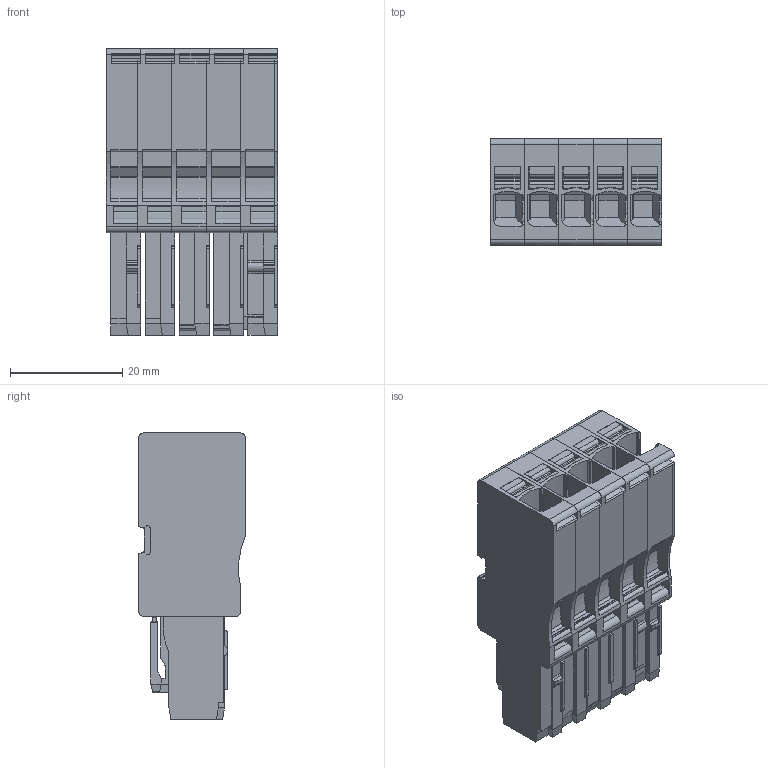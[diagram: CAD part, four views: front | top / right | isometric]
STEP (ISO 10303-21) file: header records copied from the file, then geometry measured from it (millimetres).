
FILE_DESCRIPTION(('CATIA V5R22 STEP214','CAx-IF Rec.Pracs.--- Model Styling and Organization---1.4--- 2014-01-23'),'2;1');
FILE_NAME ('265337-1_2', '2022-01-19T13:58:46+00:00', ('Weidmueller Interface'), ('Weidmueller'), 'CATIA Version 5-6 Release 2016 SP3 HF44', 'CATIA V5 STEP AP214', 'none');
FILE_SCHEMA(('AUTOMOTIVE_DESIGN { 1 0 10303 214 1 1 1 1 }'));
Products named in the file (1): 2540430000
Bounding box: 30.5 x 19 x 50.95 mm (x, y, z)
Volume: 20114.2 mm3; surface area: 16447.4 mm2
Topology: 11 solids, 13 shells, 2094 faces, 5877 edges, 3802 vertices
Faces by surface type: plane 1116, cylinder 823, torus 48, cone 38, extrusion 34, sphere 20, revolution 15
Entity records: 66648 total; most frequent: CARTESIAN_POINT 14369, ORIENTED_EDGE 11714, DIRECTION 9148, EDGE_CURVE 5857, VECTOR 4075, LINE 4041, VERTEX_POINT 3802, AXIS2_PLACEMENT_3D 3246
